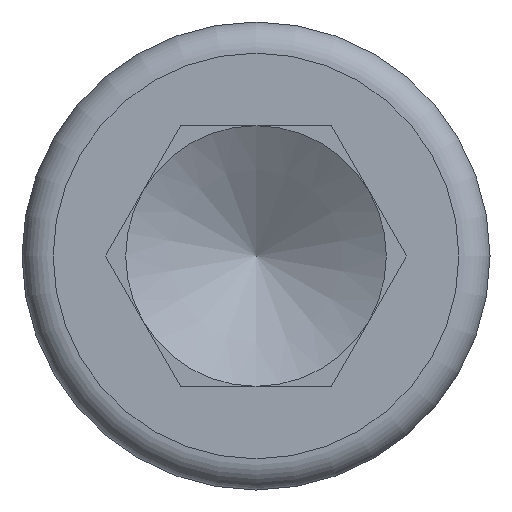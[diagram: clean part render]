
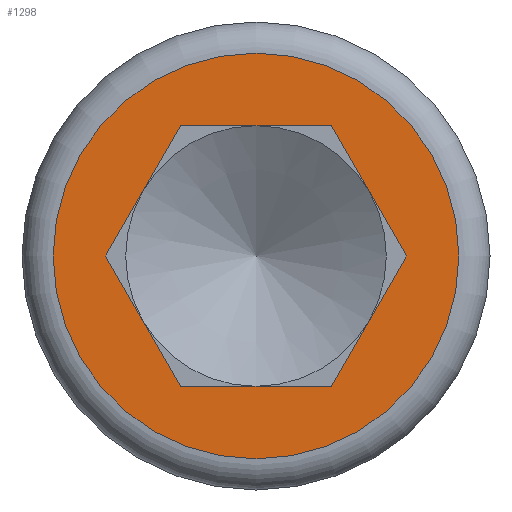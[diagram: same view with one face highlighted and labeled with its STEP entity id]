
A CAD part, left-side view. The second image highlights one B-rep face of the part: STEP entity #1298.
In plain terms, the highlighted planar face has unit normal (-1, 0, 0).
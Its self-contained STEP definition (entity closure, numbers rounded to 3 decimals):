
#39 = ORIENTED_EDGE ( 'NONE', *, *, #1162, .T. ) ;
#109 = ORIENTED_EDGE ( 'NONE', *, *, #2193, .F. ) ;
#119 = ORIENTED_EDGE ( 'NONE', *, *, #1432, .T. ) ;
#122 = ORIENTED_EDGE ( 'NONE', *, *, #303, .F. ) ;
#123 = VECTOR ( 'NONE', #270, 1000. ) ;
#145 = EDGE_CURVE ( 'NONE', #615, #615, #346, .T. ) ;
#237 = VERTEX_POINT ( 'NONE', #684 ) ;
#270 = DIRECTION ( 'NONE',  ( 0., -0.5, 0.866 ) ) ;
#271 = CARTESIAN_POINT ( 'NONE',  ( 0., 2.894, -5.013 ) ) ;
#303 = EDGE_CURVE ( 'NONE', #1702, #1323, #2434, .T. ) ;
#315 = LINE ( 'NONE', #1294, #1594 ) ;
#318 = CARTESIAN_POINT ( 'NONE',  ( 0., 5.788, 0. ) ) ;
#346 = CIRCLE ( 'NONE', #671, 7.8 ) ;
#384 = CARTESIAN_POINT ( 'NONE',  ( 0., 2.894, 5.012 ) ) ;
#431 = DIRECTION ( 'NONE',  ( 0., -0.5, -0.866 ) ) ;
#470 = ORIENTED_EDGE ( 'NONE', *, *, #966, .T. ) ;
#523 = VERTEX_POINT ( 'NONE', #2302 ) ;
#549 = VECTOR ( 'NONE', #1581, 1000. ) ;
#615 = VERTEX_POINT ( 'NONE', #867 ) ;
#627 = LINE ( 'NONE', #1188, #1285 ) ;
#671 = AXIS2_PLACEMENT_3D ( 'NONE', #1748, #2157, #791 ) ;
#684 = CARTESIAN_POINT ( 'NONE',  ( 0., -2.894, -5.012 ) ) ;
#747 = DIRECTION ( 'NONE',  ( 0., -0.5, -0.866 ) ) ;
#791 = DIRECTION ( 'NONE',  ( 0., 0., 1. ) ) ;
#847 = FACE_OUTER_BOUND ( 'NONE', #1108, .T. ) ;
#867 = CARTESIAN_POINT ( 'NONE',  ( 0., 0., 7.8 ) ) ;
#942 = LINE ( 'NONE', #1704, #549 ) ;
#966 = EDGE_CURVE ( 'NONE', #1702, #1640, #1869, .T. ) ;
#979 = VERTEX_POINT ( 'NONE', #1625 ) ;
#1020 = PLANE ( 'NONE',  #1185 ) ;
#1108 = EDGE_LOOP ( 'NONE', ( #2507 ) ) ;
#1162 = EDGE_CURVE ( 'NONE', #523, #979, #2352, .T. ) ;
#1185 = AXIS2_PLACEMENT_3D ( 'NONE', #1614, #1228, #1985 ) ;
#1188 = CARTESIAN_POINT ( 'NONE',  ( 0., -5.788, 0. ) ) ;
#1228 = DIRECTION ( 'NONE',  ( -1., 0., 0. ) ) ;
#1285 = VECTOR ( 'NONE', #1571, 1000. ) ;
#1294 = CARTESIAN_POINT ( 'NONE',  ( 0., -2.894, 5.013 ) ) ;
#1298 = ADVANCED_FACE ( 'NONE', ( #1970, #847 ), #1020, .T. ) ;
#1301 = VECTOR ( 'NONE', #431, 1000. ) ;
#1323 = VERTEX_POINT ( 'NONE', #271 ) ;
#1395 = CARTESIAN_POINT ( 'NONE',  ( 0., -2.894, 5.013 ) ) ;
#1432 = EDGE_CURVE ( 'NONE', #979, #237, #627, .T. ) ;
#1478 = VECTOR ( 'NONE', #747, 1000. ) ;
#1571 = DIRECTION ( 'NONE',  ( 0., 0.5, -0.866 ) ) ;
#1581 = DIRECTION ( 'NONE',  ( 0., -1., 0. ) ) ;
#1594 = VECTOR ( 'NONE', #1903, 1000. ) ;
#1614 = CARTESIAN_POINT ( 'NONE',  ( 0., 0., 0. ) ) ;
#1625 = CARTESIAN_POINT ( 'NONE',  ( 0., -5.788, 0. ) ) ;
#1640 = VERTEX_POINT ( 'NONE', #384 ) ;
#1677 = CARTESIAN_POINT ( 'NONE',  ( 0., 5.788, 0. ) ) ;
#1699 = EDGE_CURVE ( 'NONE', #1323, #237, #942, .T. ) ;
#1702 = VERTEX_POINT ( 'NONE', #1716 ) ;
#1704 = CARTESIAN_POINT ( 'NONE',  ( 0., 2.894, -5.013 ) ) ;
#1716 = CARTESIAN_POINT ( 'NONE',  ( 0., 5.788, 0. ) ) ;
#1748 = CARTESIAN_POINT ( 'NONE',  ( 0., 0., 0. ) ) ;
#1869 = LINE ( 'NONE', #318, #123 ) ;
#1882 = EDGE_LOOP ( 'NONE', ( #470, #109, #39, #119, #2420, #122 ) ) ;
#1903 = DIRECTION ( 'NONE',  ( 0., 1., 0. ) ) ;
#1970 = FACE_BOUND ( 'NONE', #1882, .T. ) ;
#1985 = DIRECTION ( 'NONE',  ( 0., 0., 1. ) ) ;
#2157 = DIRECTION ( 'NONE',  ( -1., 0., 0. ) ) ;
#2193 = EDGE_CURVE ( 'NONE', #523, #1640, #315, .T. ) ;
#2302 = CARTESIAN_POINT ( 'NONE',  ( 0., -2.894, 5.013 ) ) ;
#2352 = LINE ( 'NONE', #1395, #1301 ) ;
#2420 = ORIENTED_EDGE ( 'NONE', *, *, #1699, .F. ) ;
#2434 = LINE ( 'NONE', #1677, #1478 ) ;
#2507 = ORIENTED_EDGE ( 'NONE', *, *, #145, .T. ) ;
